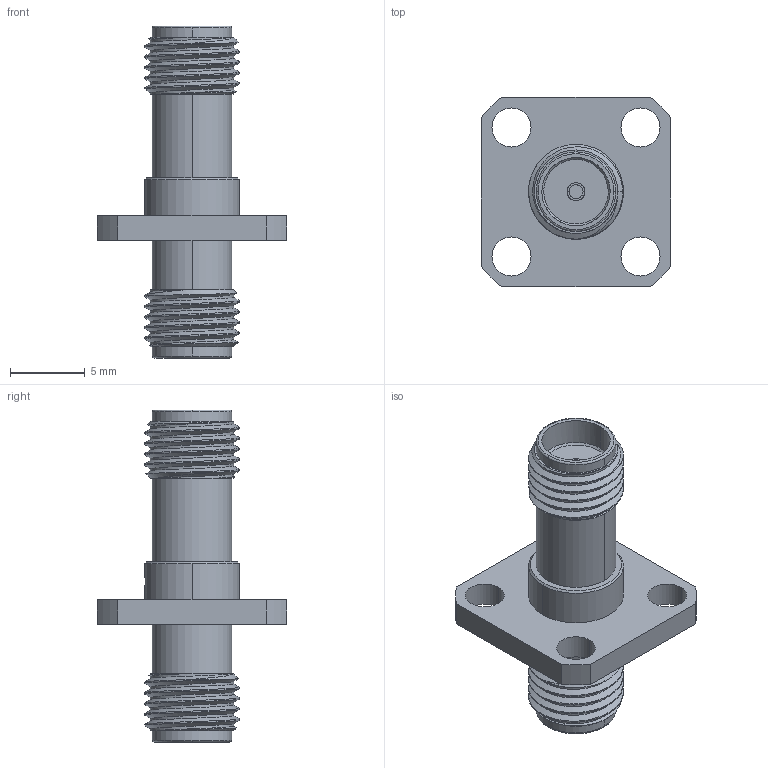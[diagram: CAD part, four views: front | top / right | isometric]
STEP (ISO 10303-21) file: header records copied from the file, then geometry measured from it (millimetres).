
FILE_DESCRIPTION (( 'STEP AP214' ), '1' );
FILE_NAME ('SM4959_3D.step', '2023-12-11T15:51:16', ( '' ), ( '' ), 'SwSTEP 2.0', 'SolidWorks 2022', '' );
FILE_SCHEMA (( 'AUTOMOTIVE_DESIGN' ));
Length unit declared in the file: inch
Products named in the file (2): SM4959; SM4959_3D
Assembly tree (1 placements, depth 2):
  SM4959_3D
    SM4959
Bounding box: 12.7 x 12.7 x 22.23 mm (x, y, z)
Volume: 678.2 mm3; surface area: 936.8 mm2
Topology: 1 solids, 1 shells, 114 faces, 287 edges, 189 vertices
Faces by surface type: cylinder 64, cone 21, plane 19, bspline 6, torus 4
Entity records: 7016 total; most frequent: CARTESIAN_POINT 4430, ORIENTED_EDGE 574, DIRECTION 463, EDGE_CURVE 287, VERTEX_POINT 189, AXIS2_PLACEMENT_3D 188, EDGE_LOOP 136, FACE_OUTER_BOUND 114
